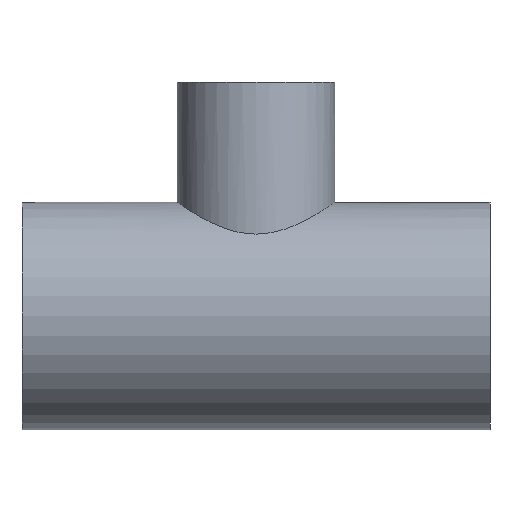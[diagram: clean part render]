
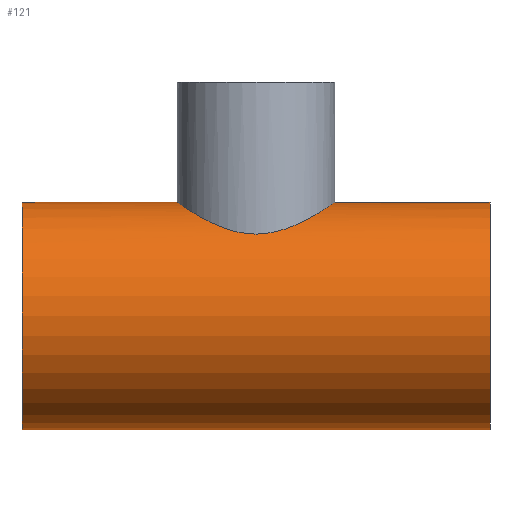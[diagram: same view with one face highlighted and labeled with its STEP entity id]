
A CAD part, front view. The second image highlights one B-rep face of the part: STEP entity #121.
In plain terms, the highlighted cylindrical face has radius 82.6 mm (diameter 165.2 mm), a full revolution.
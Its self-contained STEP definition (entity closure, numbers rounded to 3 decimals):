
#21=FACE_BOUND('',#39,.T.);
#28=FACE_OUTER_BOUND('',#38,.T.);
#38=EDGE_LOOP('',(#104,#105,#106,#107));
#39=EDGE_LOOP('',(#108,#109));
#46=CIRCLE('',#152,82.6);
#47=CIRCLE('',#154,82.6);
#51=LINE('',#350,#55);
#55=VECTOR('',#185,82.6);
#58=B_SPLINE_CURVE_WITH_KNOTS('',3,(#275,#276,#277,#278,#279,#280,#281,
#282,#283,#284,#285,#286,#287,#288,#289,#290,#291,#292),.UNSPECIFIED.,.F.,
 .F.,(4,2,2,2,2,2,2,2,4),(0.,1.134,2.267,3.401,
4.534,5.653,6.771,7.889,9.008),
 .UNSPECIFIED.);
#59=B_SPLINE_CURVE_WITH_KNOTS('',3,(#293,#294,#295,#296,#297,#298,#299,
#300,#301,#302,#303,#304,#305,#306,#307,#308,#309,#310,#311,#312,#313,#314,
#315,#316,#317,#318,#319,#320,#321,#322,#323,#324,#325,#326,#327,#328,#329,
#330,#331,#332,#333,#334,#335,#336,#337,#338,#339,#340,#341,#342),
 .UNSPECIFIED.,.F.,.F.,(4,2,2,2,2,2,2,2,2,2,2,2,2,2,2,2,2,2,2,2,2,2,2,2,
4),(9.008,10.126,11.244,12.363,
13.481,14.615,15.748,16.882,18.015,
19.149,20.283,21.416,22.55,23.668,
24.786,25.905,27.023,28.142,29.26,
30.378,31.497,32.63,33.764,34.897,
36.031),.UNSPECIFIED.);
#66=VERTEX_POINT('',#272);
#67=VERTEX_POINT('',#274);
#68=VERTEX_POINT('',#345);
#69=VERTEX_POINT('',#348);
#79=EDGE_CURVE('',#67,#66,#58,.T.);
#80=EDGE_CURVE('',#66,#67,#59,.T.);
#81=EDGE_CURVE('',#68,#68,#46,.T.);
#82=EDGE_CURVE('',#69,#69,#47,.T.);
#83=EDGE_CURVE('',#69,#68,#51,.T.);
#104=ORIENTED_EDGE('',*,*,#82,.F.);
#105=ORIENTED_EDGE('',*,*,#83,.T.);
#106=ORIENTED_EDGE('',*,*,#81,.F.);
#107=ORIENTED_EDGE('',*,*,#83,.F.);
#108=ORIENTED_EDGE('',*,*,#79,.T.);
#109=ORIENTED_EDGE('',*,*,#80,.T.);
#115=CYLINDRICAL_SURFACE('',#153,82.6);
#121=ADVANCED_FACE('',(#28,#21),#115,.T.);
#152=AXIS2_PLACEMENT_3D('',#346,#179,#180);
#153=AXIS2_PLACEMENT_3D('',#347,#181,#182);
#154=AXIS2_PLACEMENT_3D('',#349,#183,#184);
#179=DIRECTION('center_axis',(-1.,0.,0.));
#180=DIRECTION('ref_axis',(0.,1.,0.));
#181=DIRECTION('center_axis',(1.,0.,0.));
#182=DIRECTION('ref_axis',(0.,1.,0.));
#183=DIRECTION('center_axis',(1.,0.,0.));
#184=DIRECTION('ref_axis',(0.,1.,0.));
#185=DIRECTION('',(-1.,0.,0.));
#272=CARTESIAN_POINT('',(-57.15,0.,82.6));
#274=CARTESIAN_POINT('',(0.,-57.15,59.638));
#275=CARTESIAN_POINT('Ctrl Pts',(0.,-57.15,59.638));
#276=CARTESIAN_POINT('Ctrl Pts',(-3.779,-57.15,59.638));
#277=CARTESIAN_POINT('Ctrl Pts',(-7.605,-56.77,60.008));
#278=CARTESIAN_POINT('Ctrl Pts',(-15.095,-55.253,61.408));
#279=CARTESIAN_POINT('Ctrl Pts',(-18.76,-54.115,62.433));
#280=CARTESIAN_POINT('Ctrl Pts',(-25.722,-51.174,64.866));
#281=CARTESIAN_POINT('Ctrl Pts',(-29.027,-49.367,66.272));
#282=CARTESIAN_POINT('Ctrl Pts',(-35.13,-45.228,69.163));
#283=CARTESIAN_POINT('Ctrl Pts',(-37.928,-42.895,70.646));
#284=CARTESIAN_POINT('Ctrl Pts',(-42.861,-37.961,73.414));
#285=CARTESIAN_POINT('Ctrl Pts',(-45.189,-35.181,74.806));
#286=CARTESIAN_POINT('Ctrl Pts',(-49.338,-29.077,77.384));
#287=CARTESIAN_POINT('Ctrl Pts',(-51.161,-25.752,78.567));
#288=CARTESIAN_POINT('Ctrl Pts',(-54.123,-18.742,80.528));
#289=CARTESIAN_POINT('Ctrl Pts',(-55.266,-15.049,81.306));
#290=CARTESIAN_POINT('Ctrl Pts',(-56.779,-7.542,82.342));
#291=CARTESIAN_POINT('Ctrl Pts',(-57.15,-3.728,82.6));
#292=CARTESIAN_POINT('Ctrl Pts',(-57.15,0.,82.6));
#293=CARTESIAN_POINT('Ctrl Pts',(-57.15,0.,82.6));
#294=CARTESIAN_POINT('Ctrl Pts',(-57.15,3.728,82.6));
#295=CARTESIAN_POINT('Ctrl Pts',(-56.779,7.542,82.342));
#296=CARTESIAN_POINT('Ctrl Pts',(-55.266,15.049,81.306));
#297=CARTESIAN_POINT('Ctrl Pts',(-54.123,18.742,80.528));
#298=CARTESIAN_POINT('Ctrl Pts',(-51.161,25.752,78.567));
#299=CARTESIAN_POINT('Ctrl Pts',(-49.338,29.077,77.384));
#300=CARTESIAN_POINT('Ctrl Pts',(-45.189,35.181,74.806));
#301=CARTESIAN_POINT('Ctrl Pts',(-42.861,37.961,73.414));
#302=CARTESIAN_POINT('Ctrl Pts',(-37.928,42.895,70.646));
#303=CARTESIAN_POINT('Ctrl Pts',(-35.13,45.228,69.163));
#304=CARTESIAN_POINT('Ctrl Pts',(-29.027,49.367,66.272));
#305=CARTESIAN_POINT('Ctrl Pts',(-25.722,51.174,64.866));
#306=CARTESIAN_POINT('Ctrl Pts',(-18.76,54.115,62.433));
#307=CARTESIAN_POINT('Ctrl Pts',(-15.095,55.253,61.408));
#308=CARTESIAN_POINT('Ctrl Pts',(-7.605,56.77,60.008));
#309=CARTESIAN_POINT('Ctrl Pts',(-3.779,57.15,59.638));
#310=CARTESIAN_POINT('Ctrl Pts',(3.779,57.15,59.638));
#311=CARTESIAN_POINT('Ctrl Pts',(7.605,56.77,60.008));
#312=CARTESIAN_POINT('Ctrl Pts',(15.095,55.253,61.408));
#313=CARTESIAN_POINT('Ctrl Pts',(18.76,54.115,62.433));
#314=CARTESIAN_POINT('Ctrl Pts',(25.722,51.174,64.866));
#315=CARTESIAN_POINT('Ctrl Pts',(29.027,49.367,66.272));
#316=CARTESIAN_POINT('Ctrl Pts',(35.13,45.228,69.163));
#317=CARTESIAN_POINT('Ctrl Pts',(37.928,42.895,70.646));
#318=CARTESIAN_POINT('Ctrl Pts',(42.861,37.961,73.414));
#319=CARTESIAN_POINT('Ctrl Pts',(45.189,35.181,74.806));
#320=CARTESIAN_POINT('Ctrl Pts',(49.338,29.077,77.384));
#321=CARTESIAN_POINT('Ctrl Pts',(51.161,25.752,78.567));
#322=CARTESIAN_POINT('Ctrl Pts',(54.123,18.742,80.528));
#323=CARTESIAN_POINT('Ctrl Pts',(55.266,15.049,81.306));
#324=CARTESIAN_POINT('Ctrl Pts',(56.779,7.542,82.342));
#325=CARTESIAN_POINT('Ctrl Pts',(57.15,3.728,82.6));
#326=CARTESIAN_POINT('Ctrl Pts',(57.15,-3.728,82.6));
#327=CARTESIAN_POINT('Ctrl Pts',(56.779,-7.542,82.342));
#328=CARTESIAN_POINT('Ctrl Pts',(55.266,-15.049,81.306));
#329=CARTESIAN_POINT('Ctrl Pts',(54.123,-18.742,80.528));
#330=CARTESIAN_POINT('Ctrl Pts',(51.161,-25.752,78.567));
#331=CARTESIAN_POINT('Ctrl Pts',(49.338,-29.077,77.384));
#332=CARTESIAN_POINT('Ctrl Pts',(45.189,-35.181,74.806));
#333=CARTESIAN_POINT('Ctrl Pts',(42.861,-37.961,73.414));
#334=CARTESIAN_POINT('Ctrl Pts',(37.928,-42.895,70.646));
#335=CARTESIAN_POINT('Ctrl Pts',(35.13,-45.228,69.163));
#336=CARTESIAN_POINT('Ctrl Pts',(29.027,-49.367,66.272));
#337=CARTESIAN_POINT('Ctrl Pts',(25.722,-51.174,64.866));
#338=CARTESIAN_POINT('Ctrl Pts',(18.76,-54.115,62.433));
#339=CARTESIAN_POINT('Ctrl Pts',(15.095,-55.253,61.408));
#340=CARTESIAN_POINT('Ctrl Pts',(7.605,-56.77,60.008));
#341=CARTESIAN_POINT('Ctrl Pts',(3.779,-57.15,59.638));
#342=CARTESIAN_POINT('Ctrl Pts',(0.,-57.15,59.638));
#345=CARTESIAN_POINT('',(-170.,-82.6,0.));
#346=CARTESIAN_POINT('Origin',(-170.,0.,0.));
#347=CARTESIAN_POINT('Origin',(0.,0.,0.));
#348=CARTESIAN_POINT('',(170.,-82.6,0.));
#349=CARTESIAN_POINT('Origin',(170.,0.,0.));
#350=CARTESIAN_POINT('',(0.,-82.6,0.));
